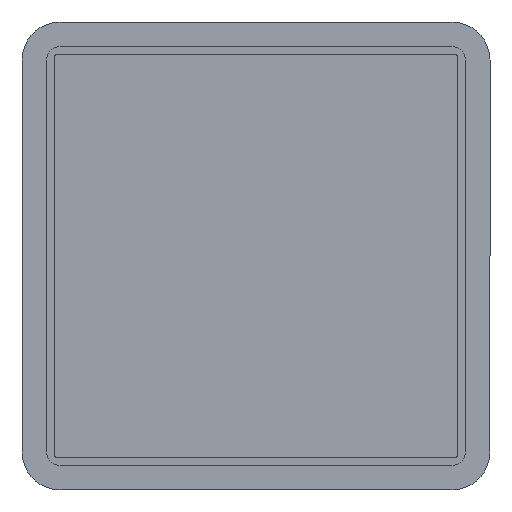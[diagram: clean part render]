
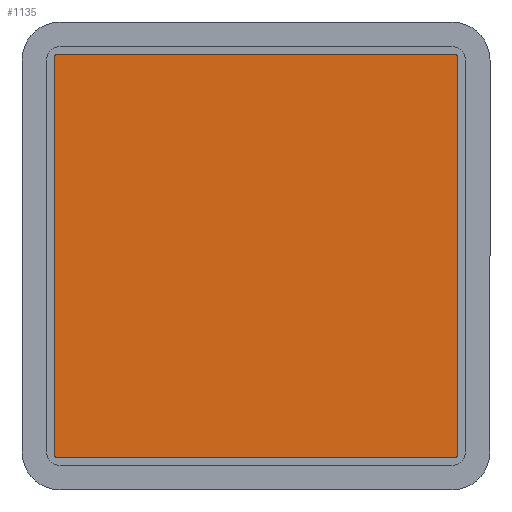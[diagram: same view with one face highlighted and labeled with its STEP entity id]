
A CAD part, front view. The second image highlights one B-rep face of the part: STEP entity #1135.
In plain terms, the highlighted planar face has unit normal (0, -1, 0).
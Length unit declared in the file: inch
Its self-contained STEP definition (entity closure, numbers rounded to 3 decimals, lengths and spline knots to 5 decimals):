
#20 = CARTESIAN_POINT ( 'NONE',  ( 0.07, 0.2, -0.79 ) ) ;
#92 = CARTESIAN_POINT ( 'NONE',  ( 0.07, 0.2, -0.815 ) ) ;
#127 = DIRECTION ( 'NONE',  ( 0., 1., 0. ) ) ;
#136 = LINE ( 'NONE', #1890, #395 ) ;
#182 = DIRECTION ( 'NONE',  ( 1., 0., 0. ) ) ;
#262 = CARTESIAN_POINT ( 'NONE',  ( 0.815, 0.2, -0.79 ) ) ;
#283 = EDGE_CURVE ( 'NONE', #1231, #325, #2385, .T. ) ;
#302 = DIRECTION ( 'NONE',  ( 0., 1., 0. ) ) ;
#308 = ORIENTED_EDGE ( 'NONE', *, *, #283, .F. ) ;
#325 = VERTEX_POINT ( 'NONE', #92 ) ;
#327 = CARTESIAN_POINT ( 'NONE',  ( 0.815, 0.2, -0.07 ) ) ;
#395 = VECTOR ( 'NONE', #2103, 39.37008 ) ;
#462 = LINE ( 'NONE', #1994, #969 ) ;
#491 = CARTESIAN_POINT ( 'NONE',  ( 0.79, 0.2, -0.045 ) ) ;
#507 = FACE_OUTER_BOUND ( 'NONE', #2447, .T. ) ;
#539 = ORIENTED_EDGE ( 'NONE', *, *, #1153, .F. ) ;
#554 = VECTOR ( 'NONE', #182, 39.37008 ) ;
#586 = DIRECTION ( 'NONE',  ( 1., 0., 0. ) ) ;
#649 = VERTEX_POINT ( 'NONE', #491 ) ;
#729 = VERTEX_POINT ( 'NONE', #2241 ) ;
#773 = ORIENTED_EDGE ( 'NONE', *, *, #1943, .F. ) ;
#799 = EDGE_CURVE ( 'NONE', #1707, #2235, #462, .T. ) ;
#867 = AXIS2_PLACEMENT_3D ( 'NONE', #1624, #302, #886 ) ;
#874 = AXIS2_PLACEMENT_3D ( 'NONE', #20, #2143, #586 ) ;
#886 = DIRECTION ( 'NONE',  ( 1., 0., 0. ) ) ;
#909 = AXIS2_PLACEMENT_3D ( 'NONE', #1396, #1212, #2171 ) ;
#929 = ORIENTED_EDGE ( 'NONE', *, *, #1376, .F. ) ;
#969 = VECTOR ( 'NONE', #2195, 39.37008 ) ;
#1018 = CARTESIAN_POINT ( 'NONE',  ( 0.045, 0.2, -0.07 ) ) ;
#1065 = CIRCLE ( 'NONE', #867, 0.025 ) ;
#1089 = PLANE ( 'NONE',  #1194 ) ;
#1116 = CIRCLE ( 'NONE', #1233, 0.025 ) ;
#1135 = ADVANCED_FACE ( 'NONE', ( #507 ), #1089, .F. ) ;
#1153 = EDGE_CURVE ( 'NONE', #2235, #1231, #1065, .T. ) ;
#1194 = AXIS2_PLACEMENT_3D ( 'NONE', #1251, #2415, #1824 ) ;
#1212 = DIRECTION ( 'NONE',  ( 0., 1., 0. ) ) ;
#1231 = VERTEX_POINT ( 'NONE', #1515 ) ;
#1233 = AXIS2_PLACEMENT_3D ( 'NONE', #1692, #127, #2078 ) ;
#1251 = CARTESIAN_POINT ( 'NONE',  ( 0.79, 0.2, -0.07 ) ) ;
#1322 = CIRCLE ( 'NONE', #909, 0.025 ) ;
#1334 = VERTEX_POINT ( 'NONE', #1018 ) ;
#1368 = ORIENTED_EDGE ( 'NONE', *, *, #2109, .F. ) ;
#1376 = EDGE_CURVE ( 'NONE', #1334, #729, #1322, .T. ) ;
#1396 = CARTESIAN_POINT ( 'NONE',  ( 0.07, 0.2, -0.07 ) ) ;
#1515 = CARTESIAN_POINT ( 'NONE',  ( 0.79, 0.2, -0.815 ) ) ;
#1624 = CARTESIAN_POINT ( 'NONE',  ( 0.79, 0.2, -0.79 ) ) ;
#1692 = CARTESIAN_POINT ( 'NONE',  ( 0.79, 0.2, -0.07 ) ) ;
#1707 = VERTEX_POINT ( 'NONE', #327 ) ;
#1824 = DIRECTION ( 'NONE',  ( 0., 0., 1. ) ) ;
#1849 = CARTESIAN_POINT ( 'NONE',  ( 0.045, 0.2, -0.79 ) ) ;
#1890 = CARTESIAN_POINT ( 'NONE',  ( 0.045, 0.2, -0.07 ) ) ;
#1911 = ORIENTED_EDGE ( 'NONE', *, *, #1959, .F. ) ;
#1943 = EDGE_CURVE ( 'NONE', #729, #649, #2472, .T. ) ;
#1959 = EDGE_CURVE ( 'NONE', #649, #1707, #1116, .T. ) ;
#1960 = ORIENTED_EDGE ( 'NONE', *, *, #799, .F. ) ;
#1994 = CARTESIAN_POINT ( 'NONE',  ( 0.815, 0.2, -0.07 ) ) ;
#2028 = ORIENTED_EDGE ( 'NONE', *, *, #2327, .F. ) ;
#2051 = CARTESIAN_POINT ( 'NONE',  ( 0.07, 0.2, -0.045 ) ) ;
#2078 = DIRECTION ( 'NONE',  ( 1., 0., 0. ) ) ;
#2103 = DIRECTION ( 'NONE',  ( 0., 0., 1. ) ) ;
#2109 = EDGE_CURVE ( 'NONE', #325, #2394, #2205, .T. ) ;
#2143 = DIRECTION ( 'NONE',  ( 0., 1., 0. ) ) ;
#2171 = DIRECTION ( 'NONE',  ( 1., 0., 0. ) ) ;
#2195 = DIRECTION ( 'NONE',  ( 0., 0., -1. ) ) ;
#2205 = CIRCLE ( 'NONE', #874, 0.025 ) ;
#2235 = VERTEX_POINT ( 'NONE', #262 ) ;
#2241 = CARTESIAN_POINT ( 'NONE',  ( 0.07, 0.2, -0.045 ) ) ;
#2273 = VECTOR ( 'NONE', #2375, 39.37008 ) ;
#2327 = EDGE_CURVE ( 'NONE', #2394, #1334, #136, .T. ) ;
#2375 = DIRECTION ( 'NONE',  ( -1., 0., 0. ) ) ;
#2385 = LINE ( 'NONE', #2421, #2273 ) ;
#2394 = VERTEX_POINT ( 'NONE', #1849 ) ;
#2415 = DIRECTION ( 'NONE',  ( 0., 1., 0. ) ) ;
#2421 = CARTESIAN_POINT ( 'NONE',  ( 0.07, 0.2, -0.815 ) ) ;
#2447 = EDGE_LOOP ( 'NONE', ( #1960, #1911, #773, #929, #2028, #1368, #308, #539 ) ) ;
#2472 = LINE ( 'NONE', #2051, #554 ) ;
